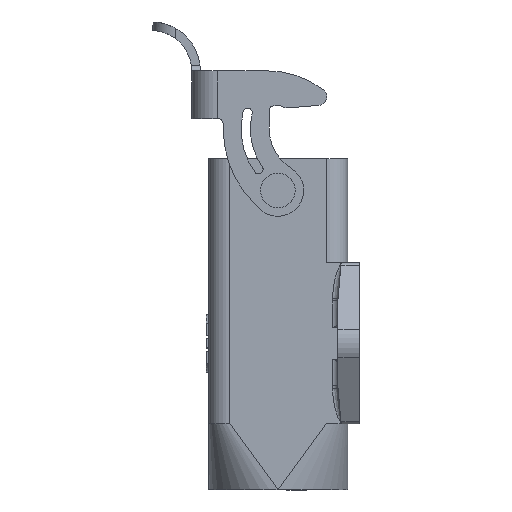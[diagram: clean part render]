
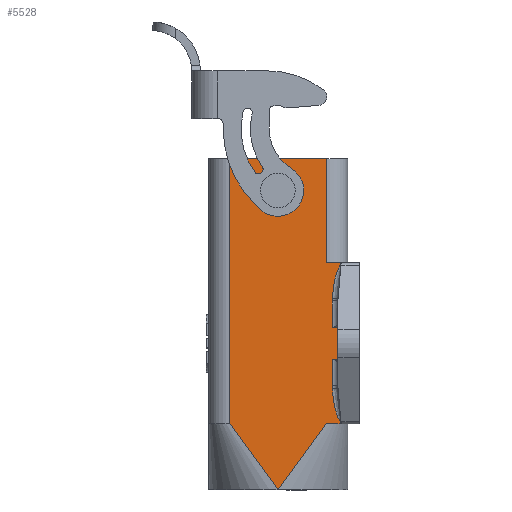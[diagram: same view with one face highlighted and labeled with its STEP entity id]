
A CAD part, front view. The second image highlights one B-rep face of the part: STEP entity #5528.
In plain terms, the highlighted planar face has unit normal (0, -1, 0).
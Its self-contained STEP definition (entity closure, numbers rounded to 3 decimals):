
#219=CARTESIAN_POINT('',(0.,-12.1,-57.6));
#220=VERTEX_POINT('',#219);
#969=CARTESIAN_POINT('',(8.4,-12.1,0.));
#970=VERTEX_POINT('',#969);
#980=CARTESIAN_POINT('',(8.4,-12.1,-18.1));
#981=VERTEX_POINT('',#980);
#982=CARTESIAN_POINT('',(8.4,-12.1,-18.1));
#983=DIRECTION('',(0.0,0.0,1.0));
#984=VECTOR('',#983,18.1);
#985=LINE('',#982,#984);
#986=EDGE_CURVE('',#981,#970,#985,.T.);
#1205=CARTESIAN_POINT('',(9.423,-12.1,-40.005));
#1206=VERTEX_POINT('',#1205);
#1215=CARTESIAN_POINT('',(9.4,-12.1,-39.482));
#1216=VERTEX_POINT('',#1215);
#1224=CARTESIAN_POINT('',(15.4,-12.1,-39.482));
#1225=DIRECTION('',(0.0,1.0,0.0));
#1226=DIRECTION('',(-1.,0.0,0.));
#1227=AXIS2_PLACEMENT_3D('',#1224,#1225,#1226);
#1228=CIRCLE('',#1227,6.);
#1229=EDGE_CURVE('',#1206,#1216,#1228,.T.);
#1241=CARTESIAN_POINT('',(9.4,-12.1,-34.855));
#1242=VERTEX_POINT('',#1241);
#1256=CARTESIAN_POINT('',(9.4,-12.1,-39.482));
#1257=DIRECTION('',(0.0,0.0,1.0));
#1258=VECTOR('',#1257,4.627);
#1259=LINE('',#1256,#1258);
#1260=EDGE_CURVE('',#1216,#1242,#1259,.T.);
#1277=CARTESIAN_POINT('',(10.4,-12.1,-34.855));
#1278=VERTEX_POINT('',#1277);
#1286=CARTESIAN_POINT('',(9.4,-12.1,-34.855));
#1287=DIRECTION('',(1.0,0.0,0.0));
#1288=VECTOR('',#1287,1.);
#1289=LINE('',#1286,#1288);
#1290=EDGE_CURVE('',#1242,#1278,#1289,.T.);
#1318=CARTESIAN_POINT('',(10.4,-12.1,-29.345));
#1319=VERTEX_POINT('',#1318);
#1327=CARTESIAN_POINT('',(10.4,-12.1,-34.855));
#1328=DIRECTION('',(0.0,0.0,1.0));
#1329=VECTOR('',#1328,5.51);
#1330=LINE('',#1327,#1329);
#1331=EDGE_CURVE('',#1278,#1319,#1330,.T.);
#1362=CARTESIAN_POINT('',(9.4,-12.1,-29.345));
#1363=VERTEX_POINT('',#1362);
#1364=CARTESIAN_POINT('',(10.4,-12.1,-29.345));
#1365=DIRECTION('',(-1.0,0.0,0.0));
#1366=VECTOR('',#1365,1.);
#1367=LINE('',#1364,#1366);
#1368=EDGE_CURVE('',#1319,#1363,#1367,.T.);
#1396=CARTESIAN_POINT('',(9.4,-12.1,-24.718));
#1397=VERTEX_POINT('',#1396);
#1405=CARTESIAN_POINT('',(9.4,-12.1,-29.345));
#1406=DIRECTION('',(0.0,0.0,1.0));
#1407=VECTOR('',#1406,4.627);
#1408=LINE('',#1405,#1407);
#1409=EDGE_CURVE('',#1363,#1397,#1408,.T.);
#1439=CARTESIAN_POINT('',(9.423,-12.1,-24.195));
#1440=VERTEX_POINT('',#1439);
#1448=CARTESIAN_POINT('',(15.4,-12.1,-24.718));
#1449=DIRECTION('',(0.0,1.0,0.0));
#1450=DIRECTION('',(-0.996,0.0,0.087));
#1451=AXIS2_PLACEMENT_3D('',#1448,#1449,#1450);
#1452=CIRCLE('',#1451,6.);
#1453=EDGE_CURVE('',#1397,#1440,#1452,.T.);
#1494=CARTESIAN_POINT('',(10.96,-12.1,-18.1));
#1495=VERTEX_POINT('',#1494);
#1508=CARTESIAN_POINT('',(9.423,-12.1,-24.195));
#1509=CARTESIAN_POINT('',(9.468,-12.1,-23.68));
#1510=CARTESIAN_POINT('',(9.558,-12.1,-22.647));
#1511=CARTESIAN_POINT('',(9.75,-12.1,-21.358));
#1512=CARTESIAN_POINT('',(9.997,-12.1,-20.341));
#1513=CARTESIAN_POINT('',(10.243,-12.1,-19.578));
#1514=CARTESIAN_POINT('',(10.561,-12.1,-18.82));
#1515=CARTESIAN_POINT('',(10.818,-12.1,-18.338));
#1516=CARTESIAN_POINT('',(10.96,-12.1,-18.1));
#1517=B_SPLINE_CURVE_WITH_KNOTS('',3,(#1508,#1509,#1510,#1511,#1512,#1513,#1514,#1515,#1516),.UNSPECIFIED.,.F.,.U.,(4,1,1,1,1,1,4),(0.0,0.24,0.48,0.603,0.729,0.86,1.0),.UNSPECIFIED.);
#1518=EDGE_CURVE('',#1440,#1495,#1517,.T.);
#1570=CARTESIAN_POINT('',(10.96,-12.1,-46.1));
#1571=VERTEX_POINT('',#1570);
#1639=CARTESIAN_POINT('',(10.96,-12.1,-46.1));
#1640=CARTESIAN_POINT('',(10.818,-12.1,-45.862));
#1641=CARTESIAN_POINT('',(10.561,-12.1,-45.38));
#1642=CARTESIAN_POINT('',(10.243,-12.1,-44.622));
#1643=CARTESIAN_POINT('',(9.997,-12.1,-43.859));
#1644=CARTESIAN_POINT('',(9.75,-12.1,-42.841));
#1645=CARTESIAN_POINT('',(9.558,-12.1,-41.553));
#1646=CARTESIAN_POINT('',(9.468,-12.1,-40.52));
#1647=CARTESIAN_POINT('',(9.423,-12.1,-40.005));
#1648=B_SPLINE_CURVE_WITH_KNOTS('',3,(#1639,#1640,#1641,#1642,#1643,#1644,#1645,#1646,#1647),.UNSPECIFIED.,.F.,.U.,(4,1,1,1,1,1,4),(0.0,0.14,0.271,0.397,0.52,0.76,1.0),.UNSPECIFIED.);
#1649=EDGE_CURVE('',#1571,#1206,#1648,.T.);
#1753=CARTESIAN_POINT('',(8.4,-12.1,-46.1));
#1754=VERTEX_POINT('',#1753);
#1768=CARTESIAN_POINT('',(0.,-12.1,-57.6));
#1769=DIRECTION('',(0.59,0.,0.808));
#1770=VECTOR('',#1769,14.241);
#1771=LINE('',#1768,#1770);
#1772=EDGE_CURVE('',#220,#1754,#1771,.T.);
#5300=CARTESIAN_POINT('',(-8.4,-12.1,-46.1));
#5301=VERTEX_POINT('',#5300);
#5302=CARTESIAN_POINT('',(-8.4,-12.1,-46.1));
#5303=DIRECTION('',(0.59,0.0,-0.808));
#5304=VECTOR('',#5303,14.241);
#5305=LINE('',#5302,#5304);
#5306=EDGE_CURVE('',#5301,#220,#5305,.T.);
#5459=CARTESIAN_POINT('',(-8.4,-12.1,0.));
#5460=VERTEX_POINT('',#5459);
#5470=CARTESIAN_POINT('',(-8.4,-12.1,0.));
#5471=DIRECTION('',(0.0,0.0,-1.0));
#5472=VECTOR('',#5471,46.1);
#5473=LINE('',#5470,#5472);
#5474=EDGE_CURVE('',#5460,#5301,#5473,.T.);
#5479=CARTESIAN_POINT('',(14.4,-12.1,-58.03));
#5480=DIRECTION('',(0.0,-1.0,0.0));
#5481=DIRECTION('',(0.0,0.0,-1.0));
#5482=AXIS2_PLACEMENT_3D('',#5479,#5480,#5481);
#5483=PLANE('',#5482);
#5484=CARTESIAN_POINT('',(8.4,-12.1,0.));
#5485=DIRECTION('',(-1.0,0.0,0.0));
#5486=VECTOR('',#5485,16.8);
#5487=LINE('',#5484,#5486);
#5488=EDGE_CURVE('',#970,#5460,#5487,.T.);
#5489=ORIENTED_EDGE('',*,*,#5488,.T.);
#5490=ORIENTED_EDGE('',*,*,#5474,.T.);
#5491=ORIENTED_EDGE('',*,*,#5306,.T.);
#5492=ORIENTED_EDGE('',*,*,#1772,.T.);
#5493=CARTESIAN_POINT('',(8.4,-12.1,-46.1));
#5494=DIRECTION('',(1.0,0.0,0.0));
#5495=VECTOR('',#5494,2.56);
#5496=LINE('',#5493,#5495);
#5497=EDGE_CURVE('',#1754,#1571,#5496,.T.);
#5498=ORIENTED_EDGE('',*,*,#5497,.T.);
#5499=ORIENTED_EDGE('',*,*,#1649,.T.);
#5500=ORIENTED_EDGE('',*,*,#1229,.T.);
#5501=ORIENTED_EDGE('',*,*,#1260,.T.);
#5502=ORIENTED_EDGE('',*,*,#1290,.T.);
#5503=ORIENTED_EDGE('',*,*,#1331,.T.);
#5504=ORIENTED_EDGE('',*,*,#1368,.T.);
#5505=ORIENTED_EDGE('',*,*,#1409,.T.);
#5506=ORIENTED_EDGE('',*,*,#1453,.T.);
#5507=ORIENTED_EDGE('',*,*,#1518,.T.);
#5508=CARTESIAN_POINT('',(10.96,-12.1,-18.1));
#5509=DIRECTION('',(-1.0,0.0,0.0));
#5510=VECTOR('',#5509,2.56);
#5511=LINE('',#5508,#5510);
#5512=EDGE_CURVE('',#1495,#981,#5511,.T.);
#5513=ORIENTED_EDGE('',*,*,#5512,.T.);
#5514=ORIENTED_EDGE('',*,*,#986,.T.);
#5515=EDGE_LOOP('',(#5489,#5490,#5491,#5492,#5498,#5499,#5500,#5501,#5502,#5503,#5504,#5505,#5506,#5507,#5513,#5514));
#5516=FACE_OUTER_BOUND('',#5515,.T.);
#5517=CARTESIAN_POINT('',(-0.04,-12.1,-3.5));
#5518=VERTEX_POINT('',#5517);
#5519=CARTESIAN_POINT('',(-0.04,-12.1,-5.5));
#5520=DIRECTION('',(0.0,-1.0,0.0));
#5521=DIRECTION('',(0.0,0.0,1.0));
#5522=AXIS2_PLACEMENT_3D('',#5519,#5520,#5521);
#5523=CIRCLE('',#5522,2.);
#5524=EDGE_CURVE('',#5518,#5518,#5523,.T.);
#5525=ORIENTED_EDGE('',*,*,#5524,.F.);
#5526=EDGE_LOOP('',(#5525));
#5527=FACE_BOUND('',#5526,.T.);
#5528=ADVANCED_FACE('',(#5516,#5527),#5483,.T.);
